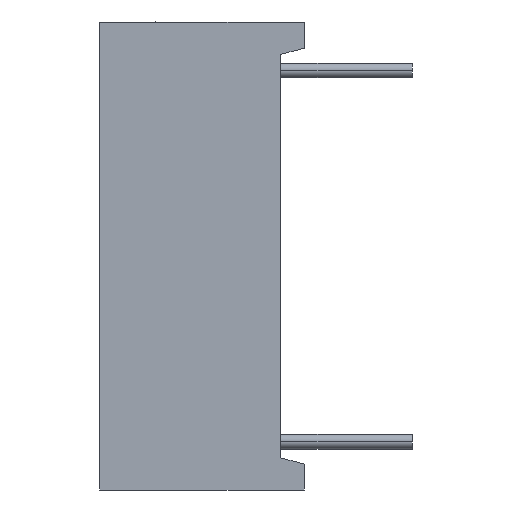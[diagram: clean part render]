
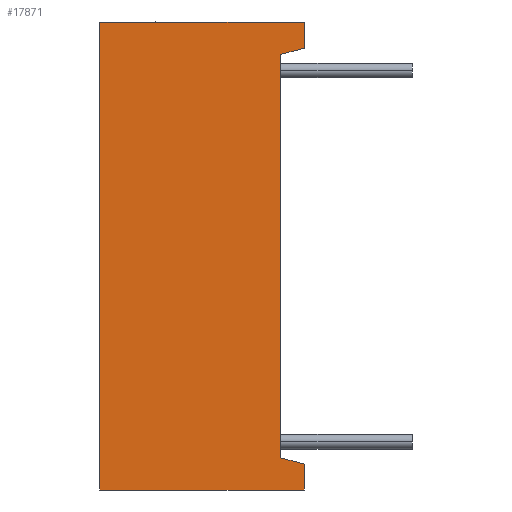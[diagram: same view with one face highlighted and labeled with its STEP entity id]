
A CAD part, left-side view. The second image highlights one B-rep face of the part: STEP entity #17871.
In plain terms, the highlighted planar face has unit normal (-1, 0, 0).
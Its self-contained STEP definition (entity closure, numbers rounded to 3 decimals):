
#130 = CARTESIAN_POINT ( 'NONE',  ( -13.932, 7., 11.968 ) ) ;
#155 = DIRECTION ( 'NONE',  ( 0., 0., 1. ) ) ;
#437 = DIRECTION ( 'NONE',  ( 1., 0., 0. ) ) ;
#1005 = VERTEX_POINT ( 'NONE', #9357 ) ;
#1938 = CARTESIAN_POINT ( 'NONE',  ( -13.932, 0.8, 10.868 ) ) ;
#2565 = CARTESIAN_POINT ( 'NONE',  ( -13.932, 0.8, 10.868 ) ) ;
#2745 = ORIENTED_EDGE ( 'NONE', *, *, #21273, .T. ) ;
#3159 = AXIS2_PLACEMENT_3D ( 'NONE', #16646, #437, #4458 ) ;
#3191 = VECTOR ( 'NONE', #3888, 1000. ) ;
#3757 = VECTOR ( 'NONE', #16426, 1000. ) ;
#3763 = LINE ( 'NONE', #5642, #24113 ) ;
#3888 = DIRECTION ( 'NONE',  ( 0., -1., 0. ) ) ;
#4458 = DIRECTION ( 'NONE',  ( 0., 0., -1. ) ) ;
#4868 = ORIENTED_EDGE ( 'NONE', *, *, #19314, .F. ) ;
#5407 = EDGE_CURVE ( 'NONE', #12100, #1005, #19824, .T. ) ;
#5558 = LINE ( 'NONE', #17612, #7909 ) ;
#5585 = VECTOR ( 'NONE', #26132, 1000. ) ;
#5642 = CARTESIAN_POINT ( 'NONE',  ( -13.932, 0.8, -2.932 ) ) ;
#6276 = VECTOR ( 'NONE', #11864, 1000. ) ;
#6454 = VERTEX_POINT ( 'NONE', #20426 ) ;
#7080 = ORIENTED_EDGE ( 'NONE', *, *, #20596, .F. ) ;
#7820 = VECTOR ( 'NONE', #20214, 1000. ) ;
#7909 = VECTOR ( 'NONE', #21655, 1000. ) ;
#8098 = ORIENTED_EDGE ( 'NONE', *, *, #16401, .T. ) ;
#8201 = CARTESIAN_POINT ( 'NONE',  ( -13.932, 0., -4.032 ) ) ;
#9120 = EDGE_CURVE ( 'NONE', #10353, #20955, #19981, .T. ) ;
#9357 = CARTESIAN_POINT ( 'NONE',  ( -13.932, 0., -4.032 ) ) ;
#9557 = EDGE_CURVE ( 'NONE', #10962, #10353, #18309, .T. ) ;
#9623 = DIRECTION ( 'NONE',  ( 0., -0.966, -0.259 ) ) ;
#9686 = VERTEX_POINT ( 'NONE', #16106 ) ;
#10156 = LINE ( 'NONE', #12122, #5585 ) ;
#10353 = VERTEX_POINT ( 'NONE', #2565 ) ;
#10962 = VERTEX_POINT ( 'NONE', #24360 ) ;
#11196 = ORIENTED_EDGE ( 'NONE', *, *, #5407, .T. ) ;
#11864 = DIRECTION ( 'NONE',  ( 0., 0., -1. ) ) ;
#12100 = VERTEX_POINT ( 'NONE', #23468 ) ;
#12122 = CARTESIAN_POINT ( 'NONE',  ( -13.932, 0., -4.032 ) ) ;
#12410 = ORIENTED_EDGE ( 'NONE', *, *, #9557, .F. ) ;
#14030 = PLANE ( 'NONE',  #3159 ) ;
#14411 = ORIENTED_EDGE ( 'NONE', *, *, #9120, .F. ) ;
#16106 = CARTESIAN_POINT ( 'NONE',  ( -13.932, 0., 11.968 ) ) ;
#16366 = LINE ( 'NONE', #130, #3191 ) ;
#16400 = CARTESIAN_POINT ( 'NONE',  ( -13.932, 7., 11.968 ) ) ;
#16401 = EDGE_CURVE ( 'NONE', #1005, #6454, #10156, .T. ) ;
#16426 = DIRECTION ( 'NONE',  ( 0., 0.966, -0.259 ) ) ;
#16646 = CARTESIAN_POINT ( 'NONE',  ( -13.932, 7., -4.032 ) ) ;
#16716 = CARTESIAN_POINT ( 'NONE',  ( -13.932, 0.8, -2.932 ) ) ;
#17612 = CARTESIAN_POINT ( 'NONE',  ( -13.932, 7., -4.032 ) ) ;
#17871 = ADVANCED_FACE ( 'NONE', ( #24175 ), #14030, .F. ) ;
#18309 = LINE ( 'NONE', #1938, #3757 ) ;
#18400 = LINE ( 'NONE', #8201, #19022 ) ;
#19022 = VECTOR ( 'NONE', #155, 1000. ) ;
#19314 = EDGE_CURVE ( 'NONE', #20394, #9686, #16366, .T. ) ;
#19824 = LINE ( 'NONE', #22114, #7820 ) ;
#19981 = LINE ( 'NONE', #26257, #6276 ) ;
#20214 = DIRECTION ( 'NONE',  ( 0., -1., 0. ) ) ;
#20394 = VERTEX_POINT ( 'NONE', #16400 ) ;
#20426 = CARTESIAN_POINT ( 'NONE',  ( -13.932, 0., -3.146 ) ) ;
#20596 = EDGE_CURVE ( 'NONE', #20955, #6454, #3763, .T. ) ;
#20955 = VERTEX_POINT ( 'NONE', #16716 ) ;
#21273 = EDGE_CURVE ( 'NONE', #10962, #9686, #18400, .T. ) ;
#21655 = DIRECTION ( 'NONE',  ( 0., 0., 1. ) ) ;
#22114 = CARTESIAN_POINT ( 'NONE',  ( -13.932, 7., -4.032 ) ) ;
#22165 = ORIENTED_EDGE ( 'NONE', *, *, #23922, .F. ) ;
#23468 = CARTESIAN_POINT ( 'NONE',  ( -13.932, 7., -4.032 ) ) ;
#23922 = EDGE_CURVE ( 'NONE', #12100, #20394, #5558, .T. ) ;
#24113 = VECTOR ( 'NONE', #9623, 1000. ) ;
#24175 = FACE_OUTER_BOUND ( 'NONE', #26349, .T. ) ;
#24360 = CARTESIAN_POINT ( 'NONE',  ( -13.932, 0., 11.082 ) ) ;
#26132 = DIRECTION ( 'NONE',  ( 0., 0., 1. ) ) ;
#26257 = CARTESIAN_POINT ( 'NONE',  ( -13.932, 0.8, -2.932 ) ) ;
#26349 = EDGE_LOOP ( 'NONE', ( #8098, #7080, #14411, #12410, #2745, #4868, #22165, #11196 ) ) ;
